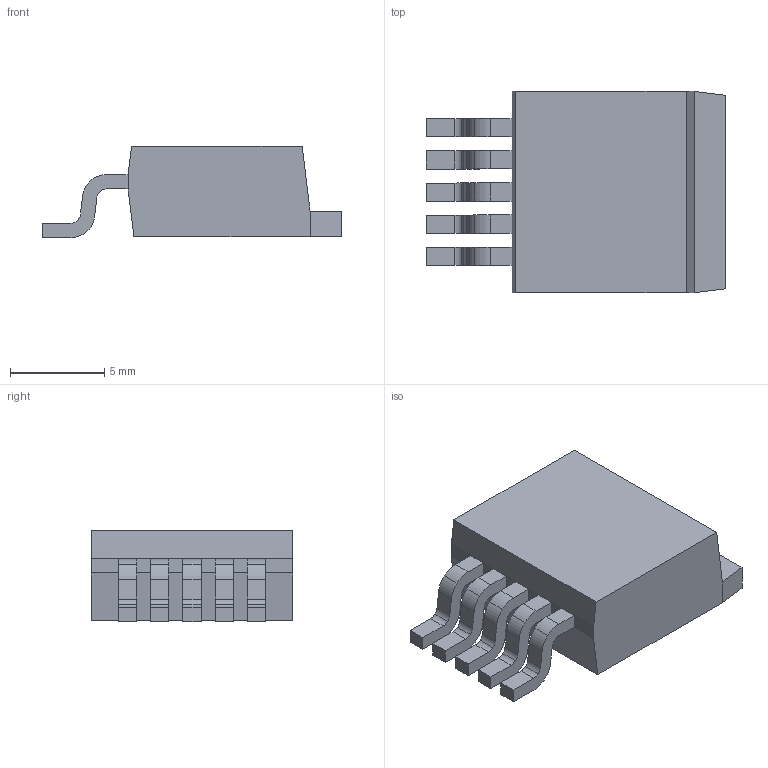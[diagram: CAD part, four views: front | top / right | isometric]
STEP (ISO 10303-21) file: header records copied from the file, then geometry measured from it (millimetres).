
FILE_DESCRIPTION((''),'2;1');
FILE_NAME('TO170P1524X483-6N-R886X1067.stp','2011-04-13T14:28:07',(''),(''),'Mechanical Desktop 2011','Mechanical Desktop 2011',', , ');
FILE_SCHEMA(('AUTOMOTIVE_DESIGN { 1 2 10303 214 1 1 1 1 }'));
Length unit declared in the file: millimetre
Products named in the file (1): Product
Bounding box: 15.88 x 10.67 x 4.84 mm (x, y, z)
Volume: 525.4 mm3; surface area: 743.5 mm2
Topology: 8 solids, 8 shells, 116 faces, 298 edges, 198 vertices
Faces by surface type: plane 76, cylinder 40
Entity records: 3572 total; most frequent: CARTESIAN_POINT 613, DIRECTION 612, ORIENTED_EDGE 596, EDGE_CURVE 298, VECTOR 218, LINE 218, VERTEX_POINT 198, AXIS2_PLACEMENT_3D 197
